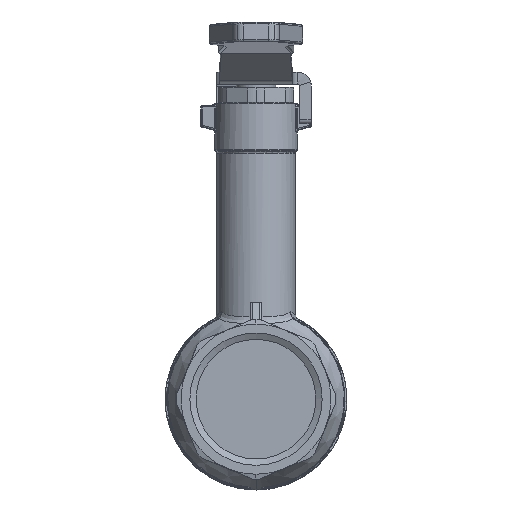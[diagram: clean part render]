
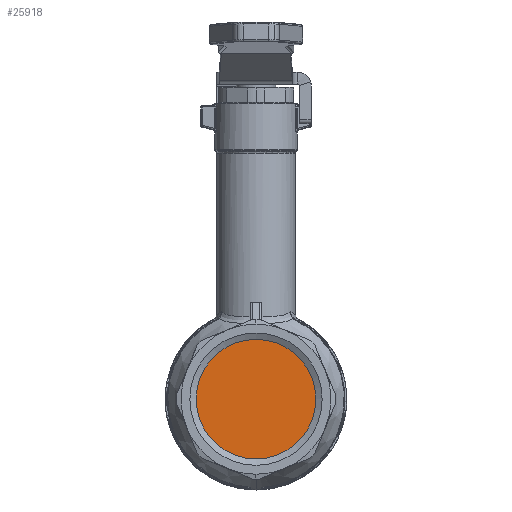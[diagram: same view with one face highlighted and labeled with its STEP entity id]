
A CAD part, left-side view. The second image highlights one B-rep face of the part: STEP entity #25918.
In plain terms, the highlighted planar face has unit normal (-1, 0, 0).
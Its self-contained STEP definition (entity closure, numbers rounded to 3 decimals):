
#8730=CARTESIAN_POINT('',(-19.5,-0.,15.146));
#8731=VERTEX_POINT('',#8730);
#8755=CARTESIAN_POINT('',(-19.5,0.,-15.146));
#8756=VERTEX_POINT('',#8755);
#8757=CARTESIAN_POINT('',(-19.5,0.,0.));
#8758=DIRECTION('',(1.,-0.,-0.));
#8759=DIRECTION('',(0.,0.,1.));
#8760=AXIS2_PLACEMENT_3D('',#8757,#8758,#8759);
#8761=CIRCLE('',#8760,15.146);
#8762=EDGE_CURVE('',#8731,#8756,#8761,.T.);
#8764=CARTESIAN_POINT('',(-19.5,0.,0.));
#8765=DIRECTION('',(1.,-0.,-0.));
#8766=DIRECTION('',(0.,0.,1.));
#8767=AXIS2_PLACEMENT_3D('',#8764,#8765,#8766);
#8768=CIRCLE('',#8767,15.146);
#8769=EDGE_CURVE('',#8756,#8731,#8768,.T.);
#25909=CARTESIAN_POINT('',(-19.5,0.,13.573));
#25910=DIRECTION('',(1.,0.,0.));
#25911=DIRECTION('',(0.,1.,0.));
#25912=AXIS2_PLACEMENT_3D('',#25909,#25910,#25911);
#25913=PLANE('',#25912);
#25914=ORIENTED_EDGE('',*,*,#8769,.F.);
#25915=ORIENTED_EDGE('',*,*,#8762,.F.);
#25916=EDGE_LOOP('',(#25914,#25915));
#25917=FACE_BOUND('',#25916,.T.);
#25918=ADVANCED_FACE('',(#25917),#25913,.F.);
